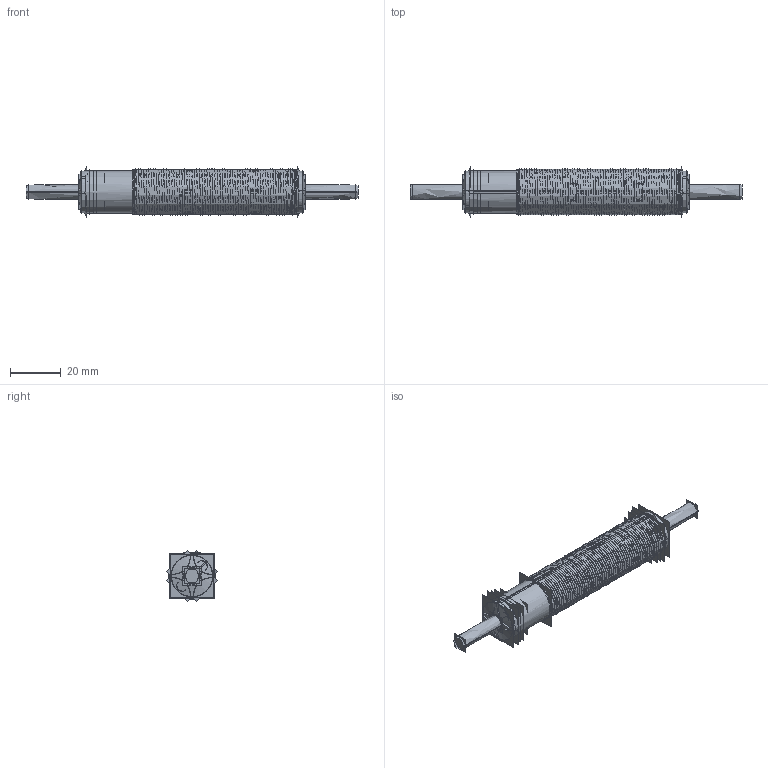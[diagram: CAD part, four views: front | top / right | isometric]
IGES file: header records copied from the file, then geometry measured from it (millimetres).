
Start section:  PTC IGES file: 202870.igs
Global section: file name: 202870.igs; native system: Creo Parametric by PTC Inc.; preprocessor: 2016260; author: pdmadmin; organization: Unknown; date: 20170927.142448; units: millimetre
Bounding box: 130.83 x 19.71 x 19.71 mm (x, y, z)
Volume: 8135.5 mm3; surface area: 516469.8 mm2
Topology: 5 solids, 5 shells, 826 faces, 4344 edges, 5582 vertices
Faces by surface type: revolution 552, bspline 274
